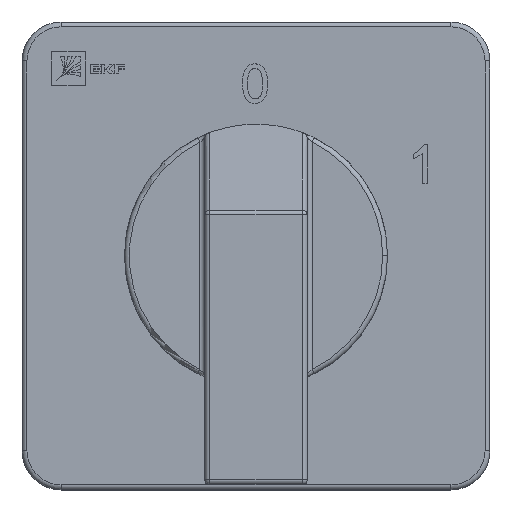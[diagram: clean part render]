
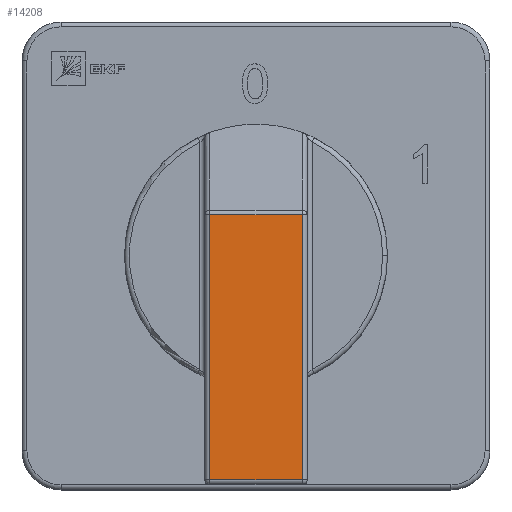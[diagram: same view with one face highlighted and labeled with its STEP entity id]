
A CAD part, top view. The second image highlights one B-rep face of the part: STEP entity #14208.
In plain terms, the highlighted planar face has unit normal (0, 0, 1).
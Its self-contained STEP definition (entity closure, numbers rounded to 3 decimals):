
#21 = VECTOR ( 'NONE', #18974, 1000. ) ;
#475 = EDGE_LOOP ( 'NONE', ( #6636, #3413, #20014, #6138 ) ) ;
#566 = CARTESIAN_POINT ( 'NONE',  ( 4.75, 4.203, 23.5 ) ) ;
#998 = CARTESIAN_POINT ( 'NONE',  ( -4.75, -23., 23.5 ) ) ;
#1613 = DIRECTION ( 'NONE',  ( 0., 1., 0. ) ) ;
#2299 = FACE_OUTER_BOUND ( 'NONE', #475, .T. ) ;
#2552 = LINE ( 'NONE', #4060, #10505 ) ;
#2711 = EDGE_CURVE ( 'NONE', #16341, #18769, #2552, .T. ) ;
#3413 = ORIENTED_EDGE ( 'NONE', *, *, #4676, .T. ) ;
#3598 = VECTOR ( 'NONE', #16642, 1000. ) ;
#4060 = CARTESIAN_POINT ( 'NONE',  ( -4.75, -23.5, 23.5 ) ) ;
#4672 = CARTESIAN_POINT ( 'NONE',  ( 5.25, 4.5, 23.5 ) ) ;
#4676 = EDGE_CURVE ( 'NONE', #7935, #16341, #5266, .T. ) ;
#4970 = CARTESIAN_POINT ( 'NONE',  ( 4.75, 4.5, 23.5 ) ) ;
#5266 = LINE ( 'NONE', #13046, #15387 ) ;
#5391 = DIRECTION ( 'NONE',  ( -1., 0., 0. ) ) ;
#5563 = CARTESIAN_POINT ( 'NONE',  ( -4.75, 4.203, 23.5 ) ) ;
#6138 = ORIENTED_EDGE ( 'NONE', *, *, #19932, .T. ) ;
#6636 = ORIENTED_EDGE ( 'NONE', *, *, #8437, .T. ) ;
#7191 = LINE ( 'NONE', #13533, #3598 ) ;
#7935 = VERTEX_POINT ( 'NONE', #566 ) ;
#8240 = AXIS2_PLACEMENT_3D ( 'NONE', #4672, #9308, #1613 ) ;
#8437 = EDGE_CURVE ( 'NONE', #13127, #7935, #16681, .T. ) ;
#8889 = CARTESIAN_POINT ( 'NONE',  ( 4.75, -23., 23.5 ) ) ;
#9308 = DIRECTION ( 'NONE',  ( 0., 0., -1. ) ) ;
#10505 = VECTOR ( 'NONE', #13470, 1000. ) ;
#13046 = CARTESIAN_POINT ( 'NONE',  ( 5.25, 4.203, 23.5 ) ) ;
#13127 = VERTEX_POINT ( 'NONE', #8889 ) ;
#13470 = DIRECTION ( 'NONE',  ( 0., -1., 0. ) ) ;
#13533 = CARTESIAN_POINT ( 'NONE',  ( 5.25, -23., 23.5 ) ) ;
#14208 = ADVANCED_FACE ( 'NONE', ( #2299 ), #19880, .F. ) ;
#15387 = VECTOR ( 'NONE', #5391, 1000. ) ;
#16341 = VERTEX_POINT ( 'NONE', #5563 ) ;
#16642 = DIRECTION ( 'NONE',  ( 1., 0., 0. ) ) ;
#16681 = LINE ( 'NONE', #4970, #21 ) ;
#18769 = VERTEX_POINT ( 'NONE', #998 ) ;
#18974 = DIRECTION ( 'NONE',  ( 0., 1., 0. ) ) ;
#19880 = PLANE ( 'NONE',  #8240 ) ;
#19932 = EDGE_CURVE ( 'NONE', #18769, #13127, #7191, .T. ) ;
#20014 = ORIENTED_EDGE ( 'NONE', *, *, #2711, .T. ) ;
